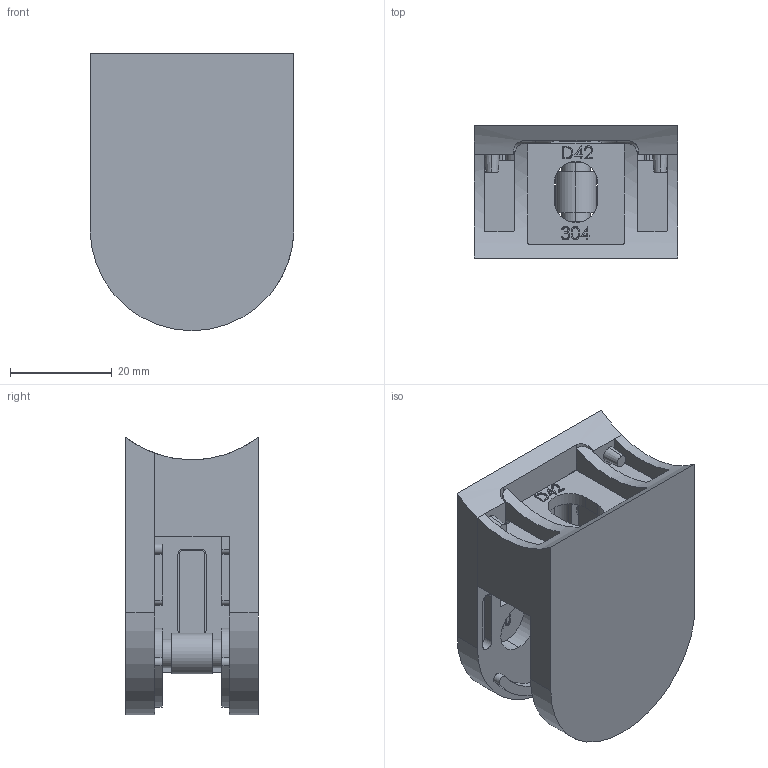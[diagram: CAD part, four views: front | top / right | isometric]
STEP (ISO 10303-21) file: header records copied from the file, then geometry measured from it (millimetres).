
FILE_DESCRIPTION (( 'STEP AP214' ), '1' );
FILE_NAME ('A_200P-042.STEP', '2022-12-09T10:32:40', ( '' ), ( '' ), 'SwSTEP 2.0', 'SolidWorks 2019', '' );
FILE_SCHEMA (( 'AUTOMOTIVE_DESIGN' ));
Length unit declared in the file: millimetre
Products named in the file (6): A_200P-042.P3; A_200P-042; A_200P-042.P1; Skrutka DIN 7991_Skrutka M 6x 16; A_200P-042.P4; A_200P-042.P2
Assembly tree (6 placements, depth 2):
  A_200P-042
    A_200P-042.P2
    A_200P-042.P1
    A_200P-042.P3
    Skrutka DIN 7991_Skrutka M 6x 16  x2
    A_200P-042.P4
Bounding box: 40 x 26 x 54.45 mm (x, y, z)
Volume: 25391.3 mm3; surface area: 18648.6 mm2
Topology: 8 solids, 8 shells, 696 faces, 1777 edges, 1168 vertices
Faces by surface type: plane 381, bspline 154, cylinder 125, cone 32, torus 4
Entity records: 30195 total; most frequent: CARTESIAN_POINT 14191, ORIENTED_EDGE 3474, DIRECTION 2751, EDGE_CURVE 1737, VECTOR 1151, LINE 1151, VERTEX_POINT 1146, AXIS2_PLACEMENT_3D 800
